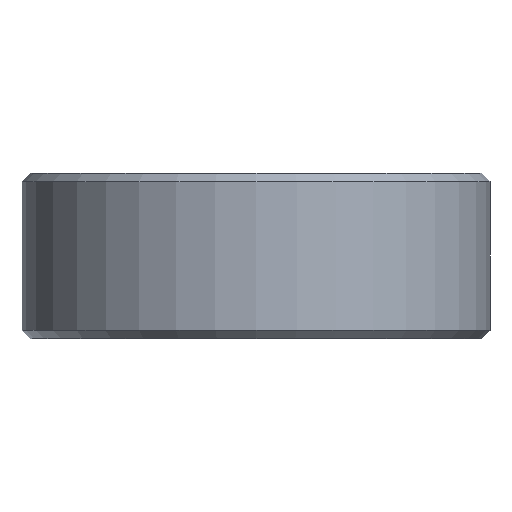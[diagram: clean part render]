
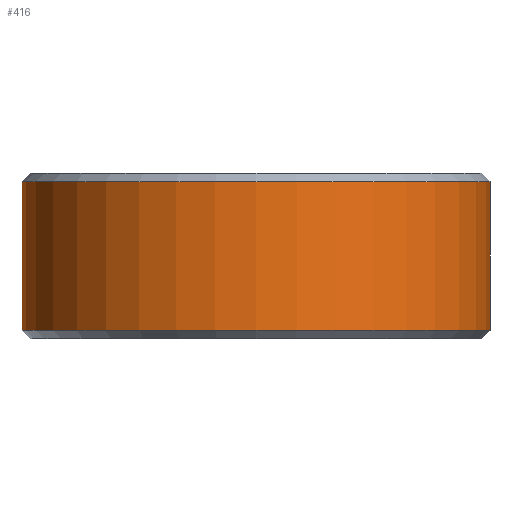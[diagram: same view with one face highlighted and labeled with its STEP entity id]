
A CAD part, front view. The second image highlights one B-rep face of the part: STEP entity #416.
In plain terms, the highlighted cylindrical face has radius 8.5 mm (diameter 17 mm), a partial arc.
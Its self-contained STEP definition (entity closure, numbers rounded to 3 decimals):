
#31 = DIRECTION ( 'NONE',  ( 1., 0., 0. ) ) ;
#58 = DIRECTION ( 'NONE',  ( 0., 0., 1. ) ) ;
#77 = VERTEX_POINT ( 'NONE', #1475 ) ;
#82 = AXIS2_PLACEMENT_3D ( 'NONE', #121, #1161, #707 ) ;
#93 = AXIS2_PLACEMENT_3D ( 'NONE', #826, #1436, #95 ) ;
#95 = DIRECTION ( 'NONE',  ( 1., 0., 0. ) ) ;
#121 = CARTESIAN_POINT ( 'NONE',  ( 0., 0., 3. ) ) ;
#337 = VERTEX_POINT ( 'NONE', #1580 ) ;
#378 = VERTEX_POINT ( 'NONE', #1603 ) ;
#416 = ADVANCED_FACE ( 'NONE', ( #1877 ), #982, .T. ) ;
#707 = DIRECTION ( 'NONE',  ( 1., 0., 0. ) ) ;
#805 = LINE ( 'NONE', #1416, #1318 ) ;
#826 = CARTESIAN_POINT ( 'NONE',  ( 0., 0., 2.7 ) ) ;
#933 = ORIENTED_EDGE ( 'NONE', *, *, #1689, .F. ) ;
#982 = CYLINDRICAL_SURFACE ( 'NONE', #82, 8.5 ) ;
#1014 = CIRCLE ( 'NONE', #1151, 8.5 ) ;
#1053 = CARTESIAN_POINT ( 'NONE',  ( -8.5, 0., 3. ) ) ;
#1118 = VECTOR ( 'NONE', #1482, 1000. ) ;
#1132 = ORIENTED_EDGE ( 'NONE', *, *, #1651, .T. ) ;
#1151 = AXIS2_PLACEMENT_3D ( 'NONE', #1387, #58, #31 ) ;
#1161 = DIRECTION ( 'NONE',  ( 0., 0., 1. ) ) ;
#1188 = EDGE_CURVE ( 'NONE', #378, #77, #1014, .T. ) ;
#1313 = EDGE_CURVE ( 'NONE', #378, #1350, #1488, .T. ) ;
#1318 = VECTOR ( 'NONE', #1729, 1000. ) ;
#1350 = VERTEX_POINT ( 'NONE', #1643 ) ;
#1369 = ORIENTED_EDGE ( 'NONE', *, *, #1188, .T. ) ;
#1387 = CARTESIAN_POINT ( 'NONE',  ( 0., 0., -2.7 ) ) ;
#1406 = ORIENTED_EDGE ( 'NONE', *, *, #1313, .F. ) ;
#1416 = CARTESIAN_POINT ( 'NONE',  ( 8.5, 0., 3. ) ) ;
#1436 = DIRECTION ( 'NONE',  ( 0., 0., 1. ) ) ;
#1472 = CIRCLE ( 'NONE', #93, 8.5 ) ;
#1475 = CARTESIAN_POINT ( 'NONE',  ( 8.5, 0., -2.7 ) ) ;
#1482 = DIRECTION ( 'NONE',  ( 0., 0., 1. ) ) ;
#1488 = LINE ( 'NONE', #1053, #1118 ) ;
#1579 = EDGE_LOOP ( 'NONE', ( #1406, #1369, #1132, #933 ) ) ;
#1580 = CARTESIAN_POINT ( 'NONE',  ( 8.5, 0., 2.7 ) ) ;
#1603 = CARTESIAN_POINT ( 'NONE',  ( -8.5, 0., -2.7 ) ) ;
#1643 = CARTESIAN_POINT ( 'NONE',  ( -8.5, 0., 2.7 ) ) ;
#1651 = EDGE_CURVE ( 'NONE', #77, #337, #805, .T. ) ;
#1689 = EDGE_CURVE ( 'NONE', #1350, #337, #1472, .T. ) ;
#1729 = DIRECTION ( 'NONE',  ( 0., 0., 1. ) ) ;
#1877 = FACE_OUTER_BOUND ( 'NONE', #1579, .T. ) ;
